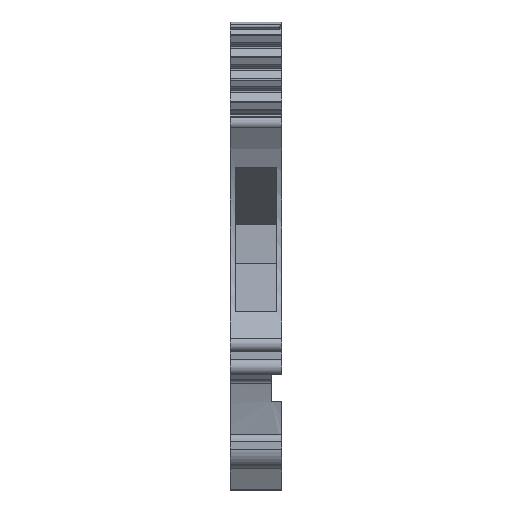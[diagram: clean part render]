
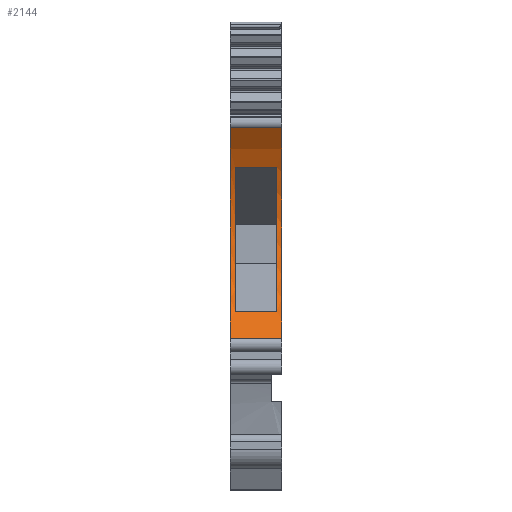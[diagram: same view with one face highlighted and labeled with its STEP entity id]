
A CAD part, front view. The second image highlights one B-rep face of the part: STEP entity #2144.
In plain terms, the highlighted cylindrical face has radius 15.05 mm (diameter 30.1 mm), a partial arc.
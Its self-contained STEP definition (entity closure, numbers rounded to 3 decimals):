
#2083=AXIS2_PLACEMENT_3D('Cylinder Axis2P3D',#2080,#2081,#2082) ;
#2096=AXIS2_PLACEMENT_3D('Circle Axis2P3D',#2094,#2095,$) ;
#2101=AXIS2_PLACEMENT_3D('Circle Axis2P3D',#2099,#2100,$) ;
#2112=AXIS2_PLACEMENT_3D('Circle Axis2P3D',#2110,#2111,$) ;
#2128=AXIS2_PLACEMENT_3D('Circle Axis2P3D',#2126,#2127,$) ;
#2057=CARTESIAN_POINT('Vertex',(0.,6.166,35.829)) ;
#2060=CARTESIAN_POINT('Line Origine',(2.55,6.166,35.829)) ;
#2064=CARTESIAN_POINT('Vertex',(5.1,6.166,35.829)) ;
#2080=CARTESIAN_POINT('Axis2P3D Location',(2.55,-5.549,26.382)) ;
#2085=CARTESIAN_POINT('Line Origine',(2.55,4.261,14.969)) ;
#2089=CARTESIAN_POINT('Vertex',(0.,4.261,14.969)) ;
#2091=CARTESIAN_POINT('Vertex',(5.1,4.261,14.969)) ;
#2094=CARTESIAN_POINT('Axis2P3D Location',(5.1,-5.549,26.382)) ;
#2099=CARTESIAN_POINT('Axis2P3D Location',(0.,-5.549,26.382)) ;
#2110=CARTESIAN_POINT('Axis2P3D Location',(4.6,-5.549,26.382)) ;
#2114=CARTESIAN_POINT('Vertex',(4.6,6.709,17.65)) ;
#2116=CARTESIAN_POINT('Vertex',(4.6,8.472,31.85)) ;
#2119=CARTESIAN_POINT('Line Origine',(2.55,6.709,17.65)) ;
#2123=CARTESIAN_POINT('Vertex',(0.5,6.709,17.65)) ;
#2126=CARTESIAN_POINT('Axis2P3D Location',(0.5,-5.549,26.382)) ;
#2130=CARTESIAN_POINT('Vertex',(0.5,8.472,31.85)) ;
#2133=CARTESIAN_POINT('Line Origine',(2.55,8.472,31.85)) ;
#2061=DIRECTION('Vector Direction',(1.,0.,0.)) ;
#2081=DIRECTION('Axis2P3D Direction',(1.,0.,0.)) ;
#2082=DIRECTION('Axis2P3D XDirection',(0.,0.652,-0.758)) ;
#2086=DIRECTION('Vector Direction',(1.,0.,0.)) ;
#2095=DIRECTION('Axis2P3D Direction',(1.,0.,0.)) ;
#2100=DIRECTION('Axis2P3D Direction',(1.,0.,0.)) ;
#2111=DIRECTION('Axis2P3D Direction',(1.,0.,0.)) ;
#2120=DIRECTION('Vector Direction',(1.,0.,0.)) ;
#2127=DIRECTION('Axis2P3D Direction',(1.,0.,0.)) ;
#2134=DIRECTION('Vector Direction',(1.,0.,0.)) ;
#2062=VECTOR('Line Direction',#2061,1.) ;
#2087=VECTOR('Line Direction',#2086,1.) ;
#2121=VECTOR('Line Direction',#2120,1.) ;
#2135=VECTOR('Line Direction',#2134,1.) ;
#2105=ORIENTED_EDGE('',*,*,#2093,.T.) ;
#2106=ORIENTED_EDGE('',*,*,#2098,.F.) ;
#2107=ORIENTED_EDGE('',*,*,#2066,.T.) ;
#2108=ORIENTED_EDGE('',*,*,#2103,.F.) ;
#2139=ORIENTED_EDGE('',*,*,#2118,.F.) ;
#2140=ORIENTED_EDGE('',*,*,#2125,.T.) ;
#2141=ORIENTED_EDGE('',*,*,#2132,.F.) ;
#2142=ORIENTED_EDGE('',*,*,#2137,.F.) ;
#2143=FACE_BOUND('',#2138,.T.) ;
#2144=ADVANCED_FACE('KLTR',(#2109,#2143),#2084,.F.) ;
#2097=CIRCLE('generated circle',#2096,15.05) ;
#2102=CIRCLE('generated circle',#2101,15.05) ;
#2113=CIRCLE('generated circle',#2112,15.05) ;
#2129=CIRCLE('generated circle',#2128,15.05) ;
#2084=CYLINDRICAL_SURFACE('generated cylinder',#2083,15.05) ;
#2066=EDGE_CURVE('',#2065,#2058,#2063,.F.) ;
#2093=EDGE_CURVE('',#2090,#2092,#2088,.T.) ;
#2098=EDGE_CURVE('',#2065,#2092,#2097,.F.) ;
#2103=EDGE_CURVE('',#2090,#2058,#2102,.T.) ;
#2118=EDGE_CURVE('',#2115,#2117,#2113,.T.) ;
#2125=EDGE_CURVE('',#2115,#2124,#2122,.F.) ;
#2132=EDGE_CURVE('',#2131,#2124,#2129,.F.) ;
#2137=EDGE_CURVE('',#2117,#2131,#2136,.F.) ;
#2104=EDGE_LOOP('',(#2105,#2106,#2107,#2108)) ;
#2138=EDGE_LOOP('',(#2139,#2140,#2141,#2142)) ;
#2109=FACE_OUTER_BOUND('',#2104,.T.) ;
#2063=LINE('Line',#2060,#2062) ;
#2088=LINE('Line',#2085,#2087) ;
#2122=LINE('Line',#2119,#2121) ;
#2136=LINE('Line',#2133,#2135) ;
#2058=VERTEX_POINT('',#2057) ;
#2065=VERTEX_POINT('',#2064) ;
#2090=VERTEX_POINT('',#2089) ;
#2092=VERTEX_POINT('',#2091) ;
#2115=VERTEX_POINT('',#2114) ;
#2117=VERTEX_POINT('',#2116) ;
#2124=VERTEX_POINT('',#2123) ;
#2131=VERTEX_POINT('',#2130) ;
